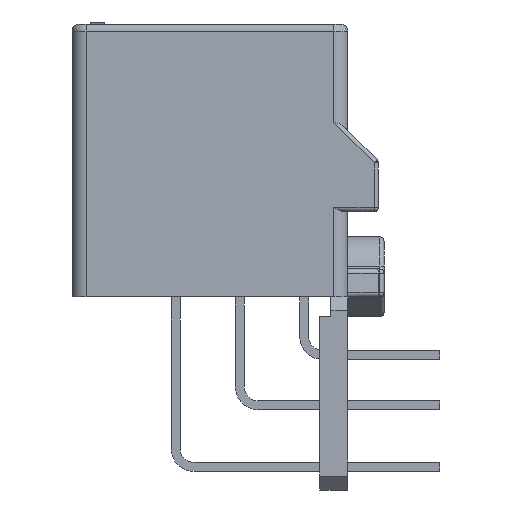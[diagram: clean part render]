
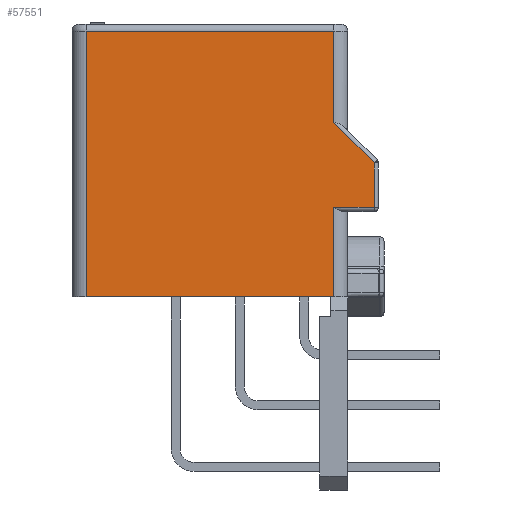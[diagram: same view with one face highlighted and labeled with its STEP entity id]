
A CAD part, left-side view. The second image highlights one B-rep face of the part: STEP entity #57551.
In plain terms, the highlighted planar face has unit normal (-1, 0, 0).
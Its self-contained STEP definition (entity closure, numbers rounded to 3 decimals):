
#10568=DIRECTION('',(0.,0.,-1.));
#10569=VECTOR('',#10568,6.524);
#10570=CARTESIAN_POINT('',(-68.7,-8.85,-0.5));
#10571=LINE('',#10570,#10569);
#10572=DIRECTION('',(0.,0.707,0.707));
#10573=VECTOR('',#10572,4.101);
#10574=CARTESIAN_POINT('',(-68.7,-11.75,-9.924));
#10575=LINE('',#10574,#10573);
#10576=DIRECTION('',(0.,0.,1.));
#10577=VECTOR('',#10576,3.176);
#10578=CARTESIAN_POINT('',(-68.7,-11.75,-13.1));
#10579=LINE('',#10578,#10577);
#10580=DIRECTION('',(0.,1.,0.));
#10581=VECTOR('',#10580,2.9);
#10582=CARTESIAN_POINT('',(-68.7,-11.75,-13.1));
#10583=LINE('',#10582,#10581);
#10584=DIRECTION('',(0.,0.,-1.));
#10585=VECTOR('',#10584,6.4);
#10586=CARTESIAN_POINT('',(-68.7,-8.85,-13.1));
#10587=LINE('',#10586,#10585);
#10588=DIRECTION('',(0.,0.,-1.));
#10589=VECTOR('',#10588,19.);
#10590=CARTESIAN_POINT('',(-68.7,8.85,-0.5));
#10591=LINE('',#10590,#10589);
#10592=DIRECTION('',(0.,-1.,0.));
#10593=VECTOR('',#10592,17.7);
#10594=CARTESIAN_POINT('',(-68.7,8.85,-0.5));
#10595=LINE('',#10594,#10593);
#12977=DIRECTION('',(0.,1.,0.));
#12978=VECTOR('',#12977,17.7);
#12979=CARTESIAN_POINT('',(-68.7,-8.85,-19.5));
#12980=LINE('',#12979,#12978);
#31684=CARTESIAN_POINT('',(-68.7,-8.85,-0.5));
#31685=CARTESIAN_POINT('',(-68.7,-8.85,-7.024));
#31686=VERTEX_POINT('',#31684);
#31687=VERTEX_POINT('',#31685);
#31688=CARTESIAN_POINT('',(-68.7,-8.85,-13.1));
#31689=CARTESIAN_POINT('',(-68.7,-8.85,-19.5));
#31690=VERTEX_POINT('',#31688);
#31691=VERTEX_POINT('',#31689);
#31696=CARTESIAN_POINT('',(-68.7,8.85,-0.5));
#31697=VERTEX_POINT('',#31696);
#31750=CARTESIAN_POINT('',(-68.7,-11.75,-13.1));
#31751=CARTESIAN_POINT('',(-68.7,-11.75,-9.924));
#31752=VERTEX_POINT('',#31750);
#31753=VERTEX_POINT('',#31751);
#39473=CARTESIAN_POINT('',(-68.7,8.85,-19.5));
#39474=VERTEX_POINT('',#39473);
#57529=CARTESIAN_POINT('',(-68.7,9.85,0.));
#57530=DIRECTION('',(-1.,0.,0.));
#57531=DIRECTION('',(0.,-1.,0.));
#57532=AXIS2_PLACEMENT_3D('',#57529,#57530,#57531);
#57533=PLANE('',#57532);
#57535=ORIENTED_EDGE('',*,*,#57534,.T.);
#57537=ORIENTED_EDGE('',*,*,#57536,.F.);
#57539=ORIENTED_EDGE('',*,*,#57538,.F.);
#57541=ORIENTED_EDGE('',*,*,#57540,.T.);
#57543=ORIENTED_EDGE('',*,*,#57542,.T.);
#57545=ORIENTED_EDGE('',*,*,#57544,.T.);
#57547=ORIENTED_EDGE('',*,*,#57546,.F.);
#57548=ORIENTED_EDGE('',*,*,#57519,.T.);
#57549=EDGE_LOOP('',(#57535,#57537,#57539,#57541,#57543,#57545,#57547,#57548));
#57550=FACE_OUTER_BOUND('',#57549,.F.);
#57551=ADVANCED_FACE('',(#57550),#57533,.T.);
#57519=EDGE_CURVE('',#31697,#31686,#10595,.T.);
#57534=EDGE_CURVE('',#31686,#31687,#10571,.T.);
#57536=EDGE_CURVE('',#31753,#31687,#10575,.T.);
#57538=EDGE_CURVE('',#31752,#31753,#10579,.T.);
#57540=EDGE_CURVE('',#31752,#31690,#10583,.T.);
#57542=EDGE_CURVE('',#31690,#31691,#10587,.T.);
#57544=EDGE_CURVE('',#31691,#39474,#12980,.T.);
#57546=EDGE_CURVE('',#31697,#39474,#10591,.T.);
